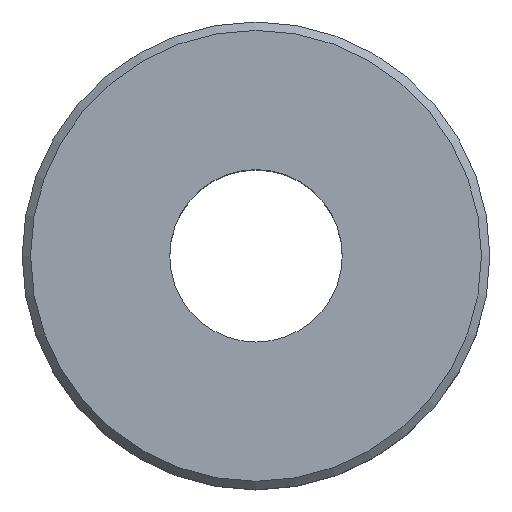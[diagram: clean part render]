
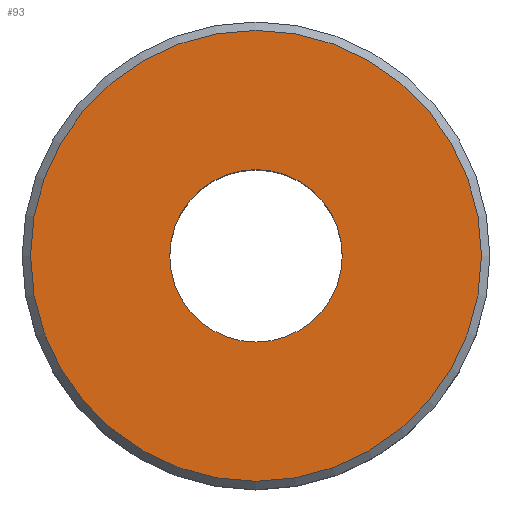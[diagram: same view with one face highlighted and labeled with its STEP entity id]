
A CAD part, top view. The second image highlights one B-rep face of the part: STEP entity #93.
In plain terms, the highlighted planar face has unit normal (0, 0, 1).
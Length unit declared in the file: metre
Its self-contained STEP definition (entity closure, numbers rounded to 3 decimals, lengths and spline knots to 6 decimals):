
#14=PLANE('',#116);
#19=ORIENTED_EDGE('',*,*,#35,.F.);
#20=ORIENTED_EDGE('',*,*,#36,.T.);
#35=EDGE_CURVE('',#43,#43,#51,.T.);
#36=EDGE_CURVE('',#44,#44,#52,.T.);
#43=VERTEX_POINT('',#171);
#44=VERTEX_POINT('',#173);
#51=CIRCLE('',#117,0.001025);
#52=CIRCLE('',#118,0.00268);
#59=EDGE_LOOP('',(#19));
#60=EDGE_LOOP('',(#20));
#75=FACE_BOUND('',#59,.T.);
#76=FACE_BOUND('',#60,.T.);
#93=ADVANCED_FACE('',(#75,#76),#14,.T.);
#116=AXIS2_PLACEMENT_3D('',#169,#137,#138);
#117=AXIS2_PLACEMENT_3D('',#170,#139,#140);
#118=AXIS2_PLACEMENT_3D('',#172,#141,#142);
#137=DIRECTION('',(0.,0.,1.));
#138=DIRECTION('',(1.,0.,0.));
#139=DIRECTION('',(0.,0.,1.));
#140=DIRECTION('',(1.,0.,0.));
#141=DIRECTION('',(0.,0.,1.));
#142=DIRECTION('',(1.,0.,0.));
#169=CARTESIAN_POINT('',(0.,0.,0.002));
#170=CARTESIAN_POINT('',(0.,0.,0.002));
#171=CARTESIAN_POINT('',(0.001025,0.,0.002));
#172=CARTESIAN_POINT('',(0.,0.,0.002));
#173=CARTESIAN_POINT('',(0.00268,0.,0.002));
